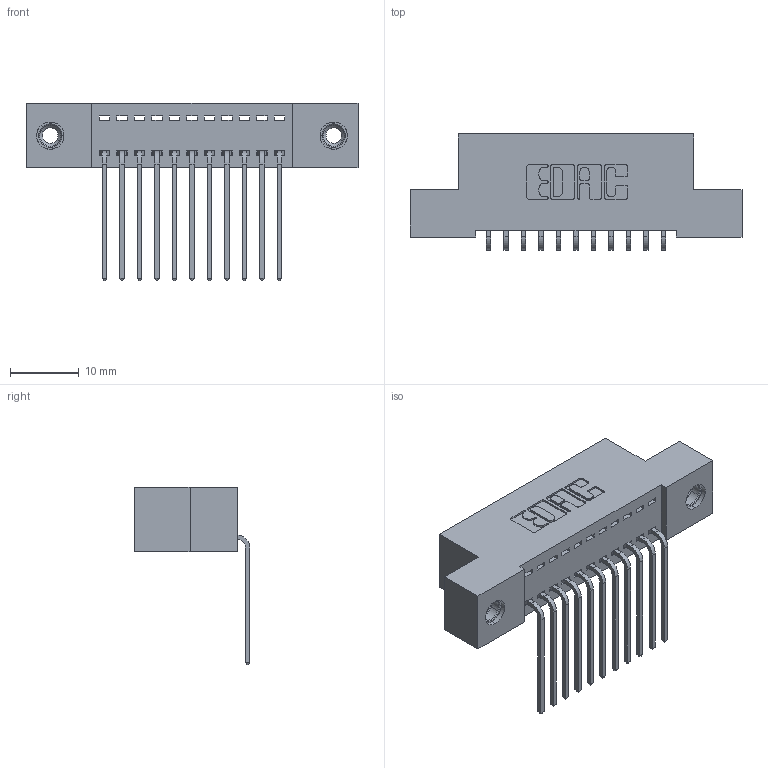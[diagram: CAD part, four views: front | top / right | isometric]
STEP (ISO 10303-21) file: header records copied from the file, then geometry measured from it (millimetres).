
FILE_DESCRIPTION (( 'STEP AP203' ), '1' );
FILE_NAME ('342-011-559-108.STEP', '2018-08-10T14:44:13', ( '' ), ( '' ), 'SwSTEP 2.0', 'SolidWorks 2016', '' );
FILE_SCHEMA (( 'CONFIG_CONTROL_DESIGN' ));
Length unit declared in the file: inch
Products named in the file (4): 342 Part_TI; 345-292-001_558 559 Tail - 1; 345-250-001_345-250-003-102; 342-011-559-108
Assembly tree (14 placements, depth 2):
  342-011-559-108
    342 Part_TI
    345-292-001_558 559 Tail - 1  x11
    345-250-001_345-250-003-102  x2
Bounding box: 48.26 x 16.83 x 25.78 mm (x, y, z)
Volume: 4148.2 mm3; surface area: 5738.6 mm2
Topology: 14 solids, 14 shells, 830 faces, 2437 edges, 1602 vertices
Faces by surface type: plane 582, cylinder 232, cone 12, torus 4
Entity records: 11872 total; most frequent: CARTESIAN_POINT 2034, ORIENTED_EDGE 1974, DIRECTION 1811, EDGE_CURVE 987, VECTOR 839, LINE 839, VERTEX_POINT 652, AXIS2_PLACEMENT_3D 486
